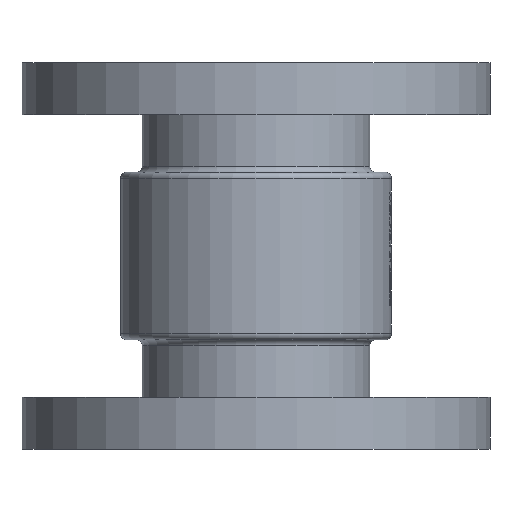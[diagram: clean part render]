
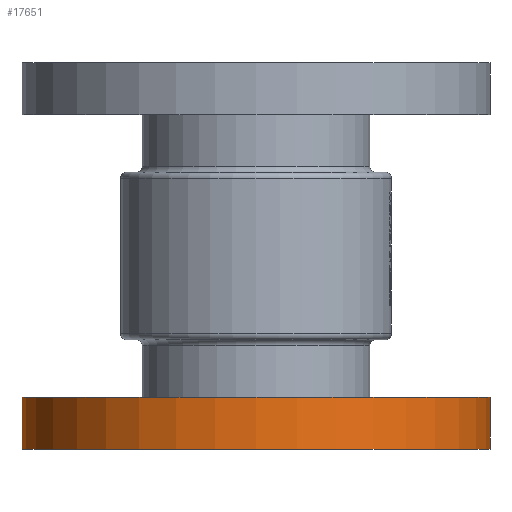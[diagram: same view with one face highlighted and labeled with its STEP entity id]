
A CAD part, front view. The second image highlights one B-rep face of the part: STEP entity #17651.
In plain terms, the highlighted cylindrical face has radius 117.5 mm (diameter 235 mm), a partial arc.
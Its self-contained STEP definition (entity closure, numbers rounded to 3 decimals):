
#420 = AXIS2_PLACEMENT_3D ( 'NONE', #6651, #13601, #25527 ) ;
#1580 = EDGE_CURVE ( 'NONE', #6536, #5369, #13665, .T. ) ;
#1907 = DIRECTION ( 'NONE',  ( 0., 0., 1. ) ) ;
#2551 = DIRECTION ( 'NONE',  ( 0., 0., -1. ) ) ;
#4403 = ORIENTED_EDGE ( 'NONE', *, *, #17695, .F. ) ;
#4538 = ORIENTED_EDGE ( 'NONE', *, *, #18408, .T. ) ;
#5369 = VERTEX_POINT ( 'NONE', #19368 ) ;
#6536 = VERTEX_POINT ( 'NONE', #27581 ) ;
#6651 = CARTESIAN_POINT ( 'NONE',  ( 0., 0., -168. ) ) ;
#7289 = EDGE_CURVE ( 'NONE', #13427, #17413, #11528, .T. ) ;
#7427 = CIRCLE ( 'NONE', #9898, 117.5 ) ;
#7565 = VECTOR ( 'NONE', #2551, 1000. ) ;
#9898 = AXIS2_PLACEMENT_3D ( 'NONE', #28035, #1907, #21050 ) ;
#11528 = LINE ( 'NONE', #11681, #18765 ) ;
#11681 = CARTESIAN_POINT ( 'NONE',  ( 117.5, 0., -194. ) ) ;
#12548 = DIRECTION ( 'NONE',  ( 0., 0., -1. ) ) ;
#12961 = ORIENTED_EDGE ( 'NONE', *, *, #1580, .T. ) ;
#13427 = VERTEX_POINT ( 'NONE', #20546 ) ;
#13601 = DIRECTION ( 'NONE',  ( 0., 0., 1. ) ) ;
#13665 = LINE ( 'NONE', #23701, #7565 ) ;
#13719 = CIRCLE ( 'NONE', #420, 117.5 ) ;
#13979 = EDGE_LOOP ( 'NONE', ( #4403, #12961, #4538, #27022 ) ) ;
#17038 = DIRECTION ( 'NONE',  ( 1., 0., 0. ) ) ;
#17413 = VERTEX_POINT ( 'NONE', #29743 ) ;
#17651 = ADVANCED_FACE ( 'NONE', ( #24431 ), #27069, .T. ) ;
#17695 = EDGE_CURVE ( 'NONE', #6536, #13427, #13719, .T. ) ;
#18408 = EDGE_CURVE ( 'NONE', #5369, #17413, #7427, .T. ) ;
#18765 = VECTOR ( 'NONE', #21260, 1000. ) ;
#19368 = CARTESIAN_POINT ( 'NONE',  ( -117.5, 0., -194. ) ) ;
#20546 = CARTESIAN_POINT ( 'NONE',  ( 117.5, 0., -168. ) ) ;
#21050 = DIRECTION ( 'NONE',  ( 1., 0., 0. ) ) ;
#21260 = DIRECTION ( 'NONE',  ( 0., 0., -1. ) ) ;
#23701 = CARTESIAN_POINT ( 'NONE',  ( -117.5, 0., -194. ) ) ;
#24431 = FACE_OUTER_BOUND ( 'NONE', #13979, .T. ) ;
#24743 = CARTESIAN_POINT ( 'NONE',  ( 0., 0., -194. ) ) ;
#25527 = DIRECTION ( 'NONE',  ( 1., 0., 0. ) ) ;
#27022 = ORIENTED_EDGE ( 'NONE', *, *, #7289, .F. ) ;
#27069 = CYLINDRICAL_SURFACE ( 'NONE', #27552, 117.5 ) ;
#27552 = AXIS2_PLACEMENT_3D ( 'NONE', #24743, #12548, #17038 ) ;
#27581 = CARTESIAN_POINT ( 'NONE',  ( -117.5, 0., -168. ) ) ;
#28035 = CARTESIAN_POINT ( 'NONE',  ( 0., 0., -194. ) ) ;
#29743 = CARTESIAN_POINT ( 'NONE',  ( 117.5, 0., -194. ) ) ;
